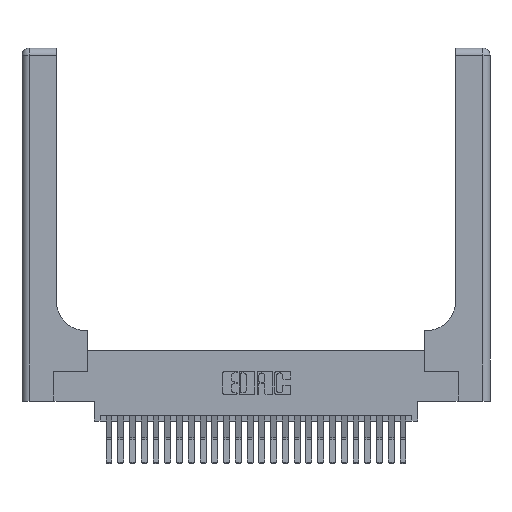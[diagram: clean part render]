
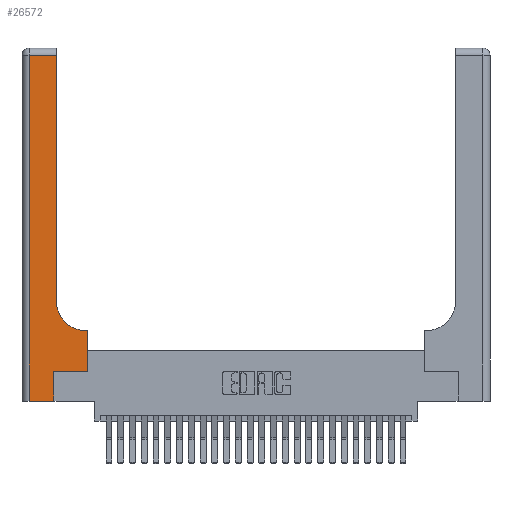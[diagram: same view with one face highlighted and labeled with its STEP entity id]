
A CAD part, top view. The second image highlights one B-rep face of the part: STEP entity #26572.
In plain terms, the highlighted planar face has unit normal (0, 0, 1).
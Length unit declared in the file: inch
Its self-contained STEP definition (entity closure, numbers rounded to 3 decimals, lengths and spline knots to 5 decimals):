
#83 = VECTOR ( 'NONE', #7887, 39.37008 ) ;
#913 = FACE_OUTER_BOUND ( 'NONE', #23640, .T. ) ;
#994 = LINE ( 'NONE', #21634, #13567 ) ;
#1068 = DIRECTION ( 'NONE',  ( 0., 1., 0. ) ) ;
#1676 = VERTEX_POINT ( 'NONE', #23804 ) ;
#1999 = CARTESIAN_POINT ( 'NONE',  ( 0.269, 0.25, 0.37 ) ) ;
#2336 = CARTESIAN_POINT ( 'NONE',  ( 0.06, 2.94, 0.37 ) ) ;
#3254 = CARTESIAN_POINT ( 'NONE',  ( 0.269, 0.25, 0.37 ) ) ;
#3319 = CARTESIAN_POINT ( 'NONE',  ( 0.2915, 3., 0.37 ) ) ;
#3370 = EDGE_CURVE ( 'NONE', #10234, #4572, #18038, .T. ) ;
#3456 = EDGE_CURVE ( 'NONE', #1676, #10234, #5831, .T. ) ;
#4034 = VECTOR ( 'NONE', #6273, 39.37008 ) ;
#4572 = VERTEX_POINT ( 'NONE', #27613 ) ;
#4905 = EDGE_CURVE ( 'NONE', #8762, #24806, #5087, .T. ) ;
#5032 = EDGE_CURVE ( 'NONE', #21589, #8389, #21312, .T. ) ;
#5087 = LINE ( 'NONE', #3319, #9497 ) ;
#5831 = LINE ( 'NONE', #25146, #83 ) ;
#5871 = EDGE_CURVE ( 'NONE', #4572, #11535, #994, .T. ) ;
#6187 = DIRECTION ( 'NONE',  ( 1., 0., 0. ) ) ;
#6273 = DIRECTION ( 'NONE',  ( -1., 0., 0. ) ) ;
#6337 = EDGE_CURVE ( 'NONE', #24806, #21589, #10839, .T. ) ;
#6609 = EDGE_CURVE ( 'NONE', #8389, #1676, #7386, .T. ) ;
#6731 = CARTESIAN_POINT ( 'NONE',  ( 0.2915, 0.6, 0.37 ) ) ;
#6856 = CARTESIAN_POINT ( 'NONE',  ( 0., 3., 0.37 ) ) ;
#7386 = LINE ( 'NONE', #20372, #21950 ) ;
#7887 = DIRECTION ( 'NONE',  ( 0., 1., 0. ) ) ;
#8191 = VECTOR ( 'NONE', #15206, 39.37008 ) ;
#8389 = VERTEX_POINT ( 'NONE', #23653 ) ;
#8695 = DIRECTION ( 'NONE',  ( 0., -1., 0. ) ) ;
#8762 = VERTEX_POINT ( 'NONE', #20243 ) ;
#9363 = ORIENTED_EDGE ( 'NONE', *, *, #5871, .T. ) ;
#9497 = VECTOR ( 'NONE', #1068, 39.37008 ) ;
#9822 = VECTOR ( 'NONE', #8695, 39.37008 ) ;
#10234 = VERTEX_POINT ( 'NONE', #1999 ) ;
#10839 = LINE ( 'NONE', #17100, #4034 ) ;
#11360 = DIRECTION ( 'NONE',  ( -1., 0., 0. ) ) ;
#11454 = PLANE ( 'NONE',  #15158 ) ;
#11535 = VERTEX_POINT ( 'NONE', #16184 ) ;
#12851 = DIRECTION ( 'NONE',  ( 0., 0., -1. ) ) ;
#13035 = CARTESIAN_POINT ( 'NONE',  ( 0.5415, 0.85, 0.37 ) ) ;
#13567 = VECTOR ( 'NONE', #21729, 39.37008 ) ;
#13608 = LINE ( 'NONE', #6731, #8191 ) ;
#14527 = VERTEX_POINT ( 'NONE', #26636 ) ;
#15158 = AXIS2_PLACEMENT_3D ( 'NONE', #6856, #19948, #11360 ) ;
#15206 = DIRECTION ( 'NONE',  ( -1., 0., 0. ) ) ;
#16113 = EDGE_CURVE ( 'NONE', #14527, #8762, #23448, .T. ) ;
#16184 = CARTESIAN_POINT ( 'NONE',  ( 0.5585, 0.6, 0.37 ) ) ;
#16280 = AXIS2_PLACEMENT_3D ( 'NONE', #13035, #12851, #6187 ) ;
#16351 = VECTOR ( 'NONE', #22838, 39.37008 ) ;
#16724 = CARTESIAN_POINT ( 'NONE',  ( 0.2915, 2.94, 0.37 ) ) ;
#16896 = EDGE_CURVE ( 'NONE', #11535, #14527, #13608, .T. ) ;
#17100 = CARTESIAN_POINT ( 'NONE',  ( 0., 2.94, 0.37 ) ) ;
#18038 = LINE ( 'NONE', #3254, #16351 ) ;
#18192 = ORIENTED_EDGE ( 'NONE', *, *, #16896, .T. ) ;
#18310 = ORIENTED_EDGE ( 'NONE', *, *, #6337, .T. ) ;
#18924 = ORIENTED_EDGE ( 'NONE', *, *, #4905, .T. ) ;
#19487 = CARTESIAN_POINT ( 'NONE',  ( 0.06, 3., 0.37 ) ) ;
#19659 = ORIENTED_EDGE ( 'NONE', *, *, #16113, .T. ) ;
#19948 = DIRECTION ( 'NONE',  ( 0., 0., -1. ) ) ;
#20243 = CARTESIAN_POINT ( 'NONE',  ( 0.2915, 0.85, 0.37 ) ) ;
#20372 = CARTESIAN_POINT ( 'NONE',  ( 0., 0., 0.37 ) ) ;
#20814 = ORIENTED_EDGE ( 'NONE', *, *, #5032, .T. ) ;
#20847 = DIRECTION ( 'NONE',  ( 1., 0., 0. ) ) ;
#21312 = LINE ( 'NONE', #19487, #9822 ) ;
#21589 = VERTEX_POINT ( 'NONE', #2336 ) ;
#21634 = CARTESIAN_POINT ( 'NONE',  ( 0.5585, 0.25, 0.37 ) ) ;
#21729 = DIRECTION ( 'NONE',  ( 0., 1., 0. ) ) ;
#21950 = VECTOR ( 'NONE', #20847, 39.37008 ) ;
#22838 = DIRECTION ( 'NONE',  ( 1., 0., 0. ) ) ;
#23448 = CIRCLE ( 'NONE', #16280, 0.25 ) ;
#23640 = EDGE_LOOP ( 'NONE', ( #18924, #18310, #20814, #27911, #24328, #25241, #9363, #18192, #19659 ) ) ;
#23653 = CARTESIAN_POINT ( 'NONE',  ( 0.06, 0., 0.37 ) ) ;
#23804 = CARTESIAN_POINT ( 'NONE',  ( 0.269, 0., 0.37 ) ) ;
#24328 = ORIENTED_EDGE ( 'NONE', *, *, #3456, .T. ) ;
#24806 = VERTEX_POINT ( 'NONE', #16724 ) ;
#25146 = CARTESIAN_POINT ( 'NONE',  ( 0.269, 0., 0.37 ) ) ;
#25241 = ORIENTED_EDGE ( 'NONE', *, *, #3370, .T. ) ;
#26572 = ADVANCED_FACE ( 'NONE', ( #913 ), #11454, .F. ) ;
#26636 = CARTESIAN_POINT ( 'NONE',  ( 0.5415, 0.6, 0.37 ) ) ;
#27613 = CARTESIAN_POINT ( 'NONE',  ( 0.5585, 0.25, 0.37 ) ) ;
#27911 = ORIENTED_EDGE ( 'NONE', *, *, #6609, .T. ) ;
